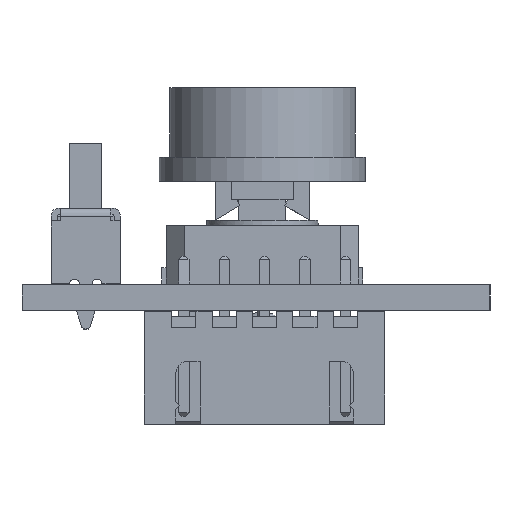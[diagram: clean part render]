
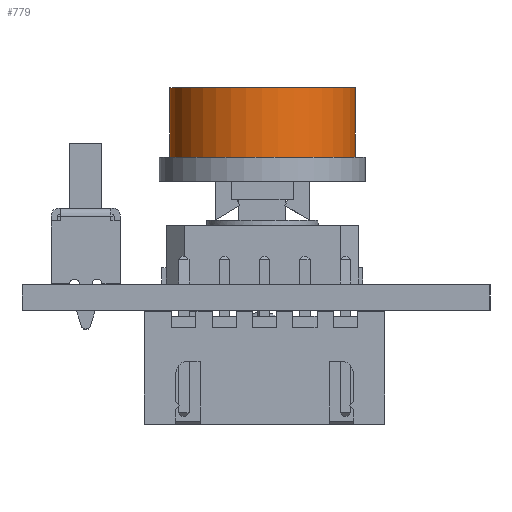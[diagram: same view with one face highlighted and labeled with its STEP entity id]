
A CAD part, left-side view. The second image highlights one B-rep face of the part: STEP entity #779.
In plain terms, the highlighted cylindrical face has radius 5.75 mm (diameter 11.5 mm), a full revolution.
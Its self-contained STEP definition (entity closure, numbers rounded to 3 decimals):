
#766 = EDGE_CURVE('',#767,#767,#769,.T.);
#767 = VERTEX_POINT('',#768);
#768 = CARTESIAN_POINT('',(2.489,11.846,10.402));
#769 = CIRCLE('',#770,5.75);
#770 = AXIS2_PLACEMENT_3D('',#771,#772,#773);
#771 = CARTESIAN_POINT('',(2.489,6.096,10.402));
#772 = DIRECTION('',(0.,0.,1.));
#773 = DIRECTION('',(0.,-1.,0.));
#779 = ADVANCED_FACE('',(#780),#799,.T.);
#780 = FACE_BOUND('',#781,.T.);
#781 = EDGE_LOOP('',(#782,#791,#797,#798));
#782 = ORIENTED_EDGE('',*,*,#783,.F.);
#783 = EDGE_CURVE('',#784,#784,#786,.T.);
#784 = VERTEX_POINT('',#785);
#785 = CARTESIAN_POINT('',(2.489,11.846,14.702));
#786 = CIRCLE('',#787,5.75);
#787 = AXIS2_PLACEMENT_3D('',#788,#789,#790);
#788 = CARTESIAN_POINT('',(2.489,6.096,14.702));
#789 = DIRECTION('',(0.,0.,1.));
#790 = DIRECTION('',(0.,-1.,0.));
#791 = ORIENTED_EDGE('',*,*,#792,.T.);
#792 = EDGE_CURVE('',#784,#767,#793,.T.);
#793 = LINE('',#794,#795);
#794 = CARTESIAN_POINT('',(2.489,11.846,14.702));
#795 = VECTOR('',#796,1.);
#796 = DIRECTION('',(0.,0.,-1.));
#797 = ORIENTED_EDGE('',*,*,#766,.T.);
#798 = ORIENTED_EDGE('',*,*,#792,.F.);
#799 = CYLINDRICAL_SURFACE('',#800,5.75);
#800 = AXIS2_PLACEMENT_3D('',#801,#802,#803);
#801 = CARTESIAN_POINT('',(2.489,6.096,14.702));
#802 = DIRECTION('',(0.,0.,1.));
#803 = DIRECTION('',(0.,-1.,0.));
